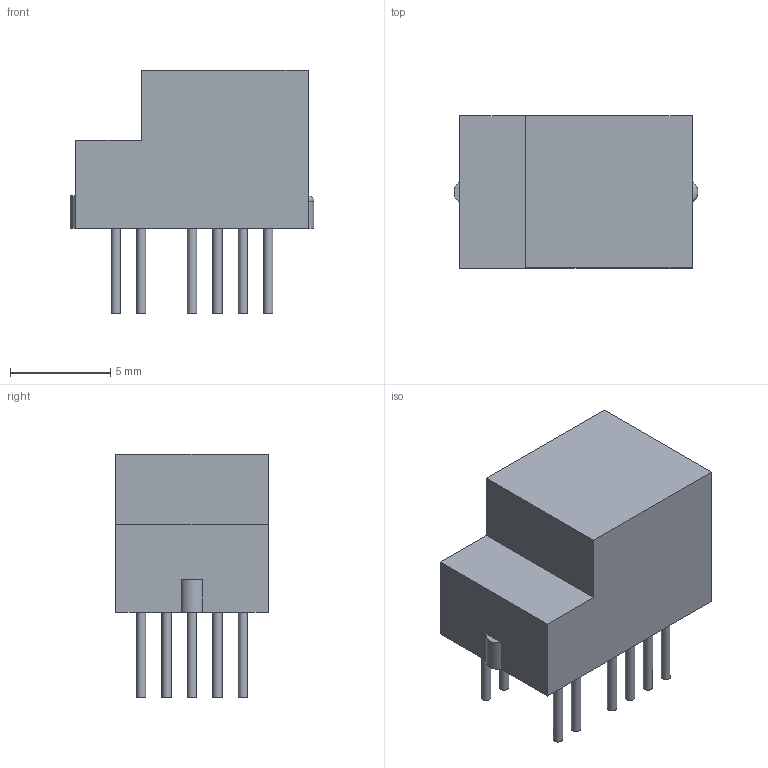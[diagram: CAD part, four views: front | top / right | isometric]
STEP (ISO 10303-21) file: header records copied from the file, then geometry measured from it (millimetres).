
FILE_DESCRIPTION(('FreeCAD Model'),'2;1');
FILE_NAME('AFBR-S50MV85G.stp','2020-05-11T21:29:04',('Author'),(''), 'Open CASCADE STEP processor 7.4','FreeCAD','Unknown');
FILE_SCHEMA(('AUTOMOTIVE_DESIGN { 1 0 10303 214 1 1 1 1 }'));
Length unit declared in the file: millimetre
Products named in the file (17): Module.Part; Boitier.Body; Patte1.Body; Patte2.Body; Patte3.Body; Patte4.Body; Patte5.Body; Patte6.Body; Patte7.Body; Patte8.Body; Patte9.Body; Patte10.Body; Patte11.Body; Patte12.Body; Patte13.Body; Patte14.Body; Patte15.Body
Assembly tree (16 placements, depth 2):
  Module.Part
    Boitier.Body
    Patte1.Body
    Patte2.Body
    Patte3.Body
    Patte4.Body
    Patte5.Body
    Patte6.Body
    Patte7.Body
    Patte8.Body
    Patte9.Body
    Patte10.Body
    Patte11.Body
    Patte12.Body
    Patte13.Body
    Patte14.Body
    Patte15.Body
Bounding box: 12.17 x 7.6 x 12.17 mm (x, y, z)
Volume: 621.1 mm3; surface area: 555.8 mm2
Topology: 16 solids, 16 shells, 60 faces, 80 edges, 52 vertices
Faces by surface type: plane 42, cylinder 17, torus 1
Full cylindrical faces by diameter (mm): 0.46 x15
Entity records: 1722 total; most frequent: DIRECTION 267, CARTESIAN_POINT 259, ORIENTED_EDGE 160, AXIS2_PLACEMENT_3D 112, EDGE_CURVE 80, ADVANCED_FACE 60, FACE_BOUND 60, EDGE_LOOP 60
